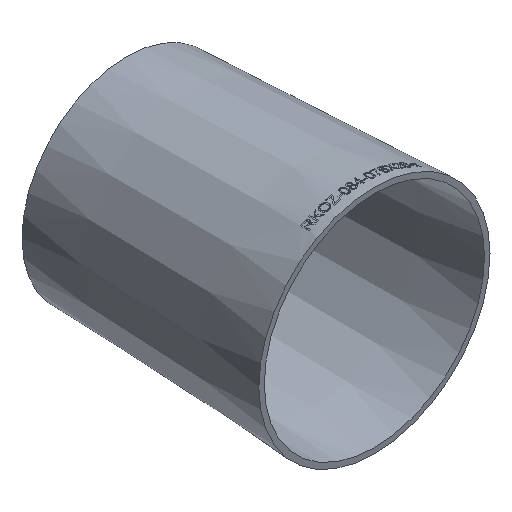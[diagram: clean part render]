
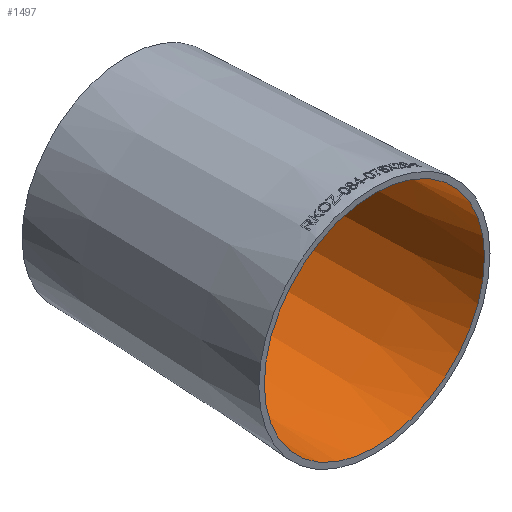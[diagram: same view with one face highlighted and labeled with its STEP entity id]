
A CAD part, isometric view. The second image highlights one B-rep face of the part: STEP entity #1497.
In plain terms, the highlighted conical face has half-angle 2.513 degrees and reference radius 39.998 mm.
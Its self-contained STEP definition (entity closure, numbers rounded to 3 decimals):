
#1180 = EDGE_CURVE ( 'NONE', #14713, #14713, #8876, .T. ) ;
#1201 = AXIS2_PLACEMENT_3D ( 'NONE', #22307, #7806, #14376 ) ;
#1497 = ADVANCED_FACE ( 'NONE', ( #24143, #11633 ), #14866, .F. ) ;
#2169 = DIRECTION ( 'NONE',  ( 0., 0., -1. ) ) ;
#2665 = CARTESIAN_POINT ( 'NONE',  ( 0., 0., -39.998 ) ) ;
#5641 = ORIENTED_EDGE ( 'NONE', *, *, #8153, .T. ) ;
#5771 = DIRECTION ( 'NONE',  ( 0., -1., 0. ) ) ;
#5991 = DIRECTION ( 'NONE',  ( 0., -1., 0. ) ) ;
#7033 = CIRCLE ( 'NONE', #22882, 39.998 ) ;
#7806 = DIRECTION ( 'NONE',  ( 0., -1., 0. ) ) ;
#8153 = EDGE_CURVE ( 'NONE', #9084, #9084, #7033, .T. ) ;
#8183 = CARTESIAN_POINT ( 'NONE',  ( 0., 0., 0. ) ) ;
#8876 = CIRCLE ( 'NONE', #1201, 36.048 ) ;
#9084 = VERTEX_POINT ( 'NONE', #2665 ) ;
#11633 = FACE_OUTER_BOUND ( 'NONE', #15964, .T. ) ;
#13829 = EDGE_LOOP ( 'NONE', ( #25307 ) ) ;
#14376 = DIRECTION ( 'NONE',  ( 0., 0., -1. ) ) ;
#14446 = AXIS2_PLACEMENT_3D ( 'NONE', #22241, #5991, #15802 ) ;
#14713 = VERTEX_POINT ( 'NONE', #15128 ) ;
#14866 = CONICAL_SURFACE ( 'NONE', #14446, 39.998, 0.044 ) ;
#15128 = CARTESIAN_POINT ( 'NONE',  ( 0., 90., -36.048 ) ) ;
#15802 = DIRECTION ( 'NONE',  ( 0., 0., -1. ) ) ;
#15964 = EDGE_LOOP ( 'NONE', ( #5641 ) ) ;
#22241 = CARTESIAN_POINT ( 'NONE',  ( 0., 0., 0. ) ) ;
#22307 = CARTESIAN_POINT ( 'NONE',  ( 0., 90., 0. ) ) ;
#22882 = AXIS2_PLACEMENT_3D ( 'NONE', #8183, #5771, #2169 ) ;
#24143 = FACE_BOUND ( 'NONE', #13829, .T. ) ;
#25307 = ORIENTED_EDGE ( 'NONE', *, *, #1180, .F. ) ;
